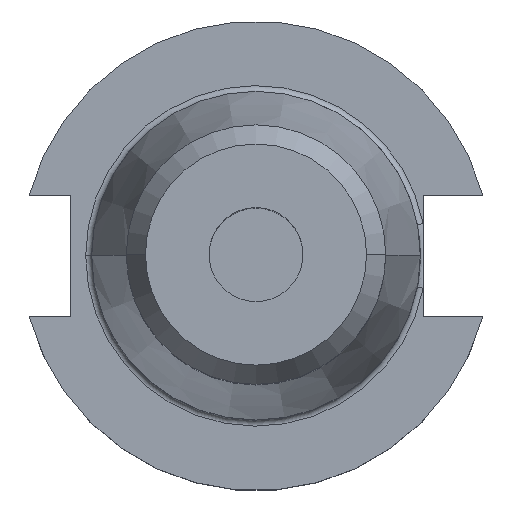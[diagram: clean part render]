
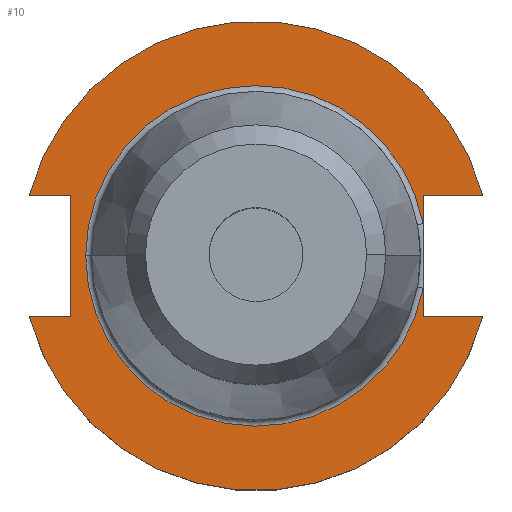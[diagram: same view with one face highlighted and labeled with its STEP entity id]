
A CAD part, top view. The second image highlights one B-rep face of the part: STEP entity #10.
In plain terms, the highlighted planar face has unit normal (0, 0, 1).
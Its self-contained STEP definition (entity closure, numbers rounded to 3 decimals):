
#5 = ORIENTED_EDGE ( 'NONE', *, *, #408, .T. ) ;
#10 = ADVANCED_FACE ( 'NONE', ( #1274 ), #1716, .F. ) ;
#28 = CARTESIAN_POINT ( 'NONE',  ( 0., 0., 19.05 ) ) ;
#62 = EDGE_LOOP ( 'NONE', ( #1610, #841, #315, #1484, #1339, #548, #759, #5, #1229, #72, #718 ) ) ;
#72 = ORIENTED_EDGE ( 'NONE', *, *, #1010, .T. ) ;
#105 = CARTESIAN_POINT ( 'NONE',  ( -23.025, 0., 19.05 ) ) ;
#110 = LINE ( 'NONE', #622, #906 ) ;
#132 = LINE ( 'NONE', #352, #1512 ) ;
#158 = VECTOR ( 'NONE', #217, 1000. ) ;
#217 = DIRECTION ( 'NONE',  ( -1., 0., 0. ) ) ;
#259 = CARTESIAN_POINT ( 'NONE',  ( -25.091, -8.191, 19.05 ) ) ;
#295 = VERTEX_POINT ( 'NONE', #105 ) ;
#303 = CARTESIAN_POINT ( 'NONE',  ( 22.606, -4.373, 19.05 ) ) ;
#315 = ORIENTED_EDGE ( 'NONE', *, *, #1116, .T. ) ;
#352 = CARTESIAN_POINT ( 'NONE',  ( -25.091, 8.191, 19.05 ) ) ;
#365 = LINE ( 'NONE', #1554, #1323 ) ;
#389 = DIRECTION ( 'NONE',  ( -1., 0., 0. ) ) ;
#408 = EDGE_CURVE ( 'NONE', #940, #1508, #132, .T. ) ;
#453 = DIRECTION ( 'NONE',  ( 0., 0., -1. ) ) ;
#480 = VERTEX_POINT ( 'NONE', #988 ) ;
#484 = VECTOR ( 'NONE', #788, 1000. ) ;
#490 = LINE ( 'NONE', #723, #484 ) ;
#514 = CARTESIAN_POINT ( 'NONE',  ( 22.606, 4.373, 19.05 ) ) ;
#527 = VERTEX_POINT ( 'NONE', #1012 ) ;
#548 = ORIENTED_EDGE ( 'NONE', *, *, #1374, .T. ) ;
#549 = VERTEX_POINT ( 'NONE', #1359 ) ;
#599 = EDGE_CURVE ( 'NONE', #1253, #1073, #365, .T. ) ;
#601 = AXIS2_PLACEMENT_3D ( 'NONE', #1066, #1049, #1041 ) ;
#622 = CARTESIAN_POINT ( 'NONE',  ( 22.606, 22.225, 19.05 ) ) ;
#689 = VECTOR ( 'NONE', #1407, 1000. ) ;
#718 = ORIENTED_EDGE ( 'NONE', *, *, #768, .F. ) ;
#723 = CARTESIAN_POINT ( 'NONE',  ( 0., -8.191, 19.05 ) ) ;
#751 = DIRECTION ( 'NONE',  ( 0., 1., 0. ) ) ;
#759 = ORIENTED_EDGE ( 'NONE', *, *, #1325, .T. ) ;
#768 = EDGE_CURVE ( 'NONE', #1691, #864, #490, .T. ) ;
#788 = DIRECTION ( 'NONE',  ( 1., 0., 0. ) ) ;
#801 = CARTESIAN_POINT ( 'NONE',  ( -61.091, -8.191, 19.05 ) ) ;
#812 = DIRECTION ( 'NONE',  ( 1., 0., 0. ) ) ;
#815 = CARTESIAN_POINT ( 'NONE',  ( 22.606, 8.191, 19.05 ) ) ;
#830 = AXIS2_PLACEMENT_3D ( 'NONE', #28, #453, #389 ) ;
#841 = ORIENTED_EDGE ( 'NONE', *, *, #1429, .T. ) ;
#864 = VERTEX_POINT ( 'NONE', #1614 ) ;
#906 = VECTOR ( 'NONE', #751, 1000. ) ;
#940 = VERTEX_POINT ( 'NONE', #1166 ) ;
#946 = EDGE_CURVE ( 'NONE', #549, #1073, #1226, .T. ) ;
#988 = CARTESIAN_POINT ( 'NONE',  ( -30.675, -8.191, 19.05 ) ) ;
#1003 = LINE ( 'NONE', #1139, #1243 ) ;
#1010 = EDGE_CURVE ( 'NONE', #480, #864, #1423, .T. ) ;
#1012 = CARTESIAN_POINT ( 'NONE',  ( -30.675, 8.191, 19.05 ) ) ;
#1016 = CARTESIAN_POINT ( 'NONE',  ( 22.606, -8.191, 19.05 ) ) ;
#1041 = DIRECTION ( 'NONE',  ( 1., 0., 0. ) ) ;
#1049 = DIRECTION ( 'NONE',  ( 0., 0., 1. ) ) ;
#1066 = CARTESIAN_POINT ( 'NONE',  ( 0., 0., 19.05 ) ) ;
#1073 = VERTEX_POINT ( 'NONE', #815 ) ;
#1116 = EDGE_CURVE ( 'NONE', #295, #1253, #1185, .T. ) ;
#1119 = CIRCLE ( 'NONE', #1388, 31.75 ) ;
#1139 = CARTESIAN_POINT ( 'NONE',  ( -61.091, 8.191, 19.05 ) ) ;
#1152 = AXIS2_PLACEMENT_3D ( 'NONE', #1616, #1483, #1465 ) ;
#1166 = CARTESIAN_POINT ( 'NONE',  ( -25.091, 8.191, 19.05 ) ) ;
#1185 = CIRCLE ( 'NONE', #830, 23.025 ) ;
#1213 = VERTEX_POINT ( 'NONE', #303 ) ;
#1226 = LINE ( 'NONE', #1394, #158 ) ;
#1229 = ORIENTED_EDGE ( 'NONE', *, *, #1539, .F. ) ;
#1243 = VECTOR ( 'NONE', #812, 1000. ) ;
#1253 = VERTEX_POINT ( 'NONE', #514 ) ;
#1274 = FACE_OUTER_BOUND ( 'NONE', #62, .T. ) ;
#1281 = DIRECTION ( 'NONE',  ( -1., 0., 0. ) ) ;
#1287 = CARTESIAN_POINT ( 'NONE',  ( 0., 0., 19.05 ) ) ;
#1302 = DIRECTION ( 'NONE',  ( 0., 0., -1. ) ) ;
#1323 = VECTOR ( 'NONE', #1638, 1000. ) ;
#1325 = EDGE_CURVE ( 'NONE', #527, #940, #1003, .T. ) ;
#1339 = ORIENTED_EDGE ( 'NONE', *, *, #946, .F. ) ;
#1359 = CARTESIAN_POINT ( 'NONE',  ( 30.675, 8.191, 19.05 ) ) ;
#1369 = DIRECTION ( 'NONE',  ( 0., -1., 0. ) ) ;
#1374 = EDGE_CURVE ( 'NONE', #549, #527, #1119, .T. ) ;
#1388 = AXIS2_PLACEMENT_3D ( 'NONE', #1656, #1654, #1577 ) ;
#1394 = CARTESIAN_POINT ( 'NONE',  ( 0., 8.191, 19.05 ) ) ;
#1407 = DIRECTION ( 'NONE',  ( 1., 0., 0. ) ) ;
#1423 = CIRCLE ( 'NONE', #601, 31.75 ) ;
#1429 = EDGE_CURVE ( 'NONE', #1213, #295, #1553, .T. ) ;
#1465 = DIRECTION ( 'NONE',  ( -1., 0., 0. ) ) ;
#1483 = DIRECTION ( 'NONE',  ( 0., 0., -1. ) ) ;
#1484 = ORIENTED_EDGE ( 'NONE', *, *, #599, .T. ) ;
#1507 = EDGE_CURVE ( 'NONE', #1691, #1213, #110, .T. ) ;
#1508 = VERTEX_POINT ( 'NONE', #259 ) ;
#1512 = VECTOR ( 'NONE', #1369, 1000. ) ;
#1539 = EDGE_CURVE ( 'NONE', #480, #1508, #1666, .T. ) ;
#1553 = CIRCLE ( 'NONE', #1651, 23.025 ) ;
#1554 = CARTESIAN_POINT ( 'NONE',  ( 22.606, 22.225, 19.05 ) ) ;
#1577 = DIRECTION ( 'NONE',  ( 1., 0., 0. ) ) ;
#1610 = ORIENTED_EDGE ( 'NONE', *, *, #1507, .T. ) ;
#1614 = CARTESIAN_POINT ( 'NONE',  ( 30.675, -8.191, 19.05 ) ) ;
#1616 = CARTESIAN_POINT ( 'NONE',  ( 0., 22.225, 19.05 ) ) ;
#1638 = DIRECTION ( 'NONE',  ( 0., 1., 0. ) ) ;
#1651 = AXIS2_PLACEMENT_3D ( 'NONE', #1287, #1302, #1281 ) ;
#1654 = DIRECTION ( 'NONE',  ( 0., 0., 1. ) ) ;
#1656 = CARTESIAN_POINT ( 'NONE',  ( 0., 0., 19.05 ) ) ;
#1666 = LINE ( 'NONE', #801, #689 ) ;
#1691 = VERTEX_POINT ( 'NONE', #1016 ) ;
#1716 = PLANE ( 'NONE',  #1152 ) ;
